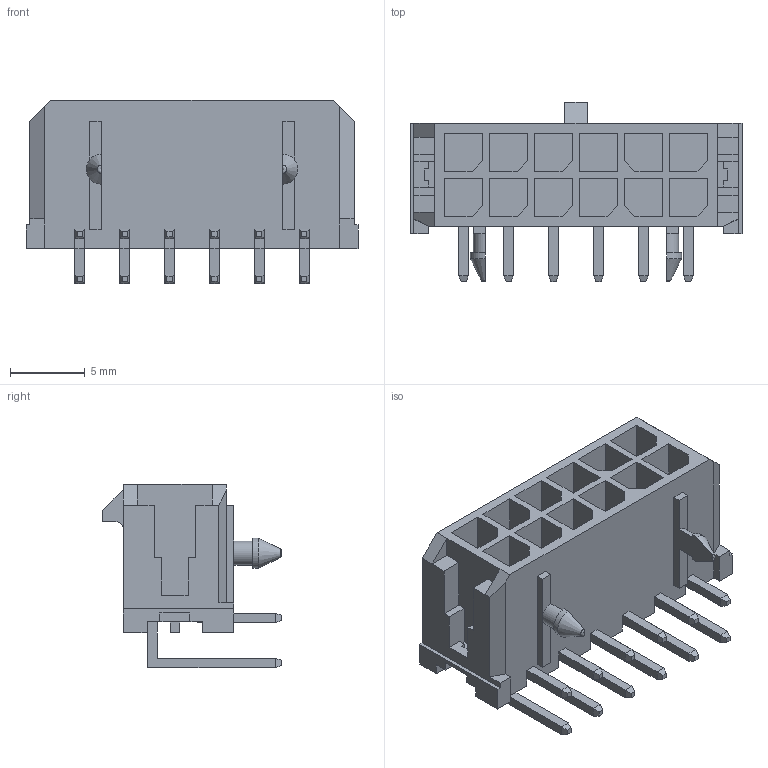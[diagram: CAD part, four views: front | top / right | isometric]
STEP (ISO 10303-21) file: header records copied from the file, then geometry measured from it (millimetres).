
FILE_DESCRIPTION(('STEP AP214'),'1');
FILE_NAME('43045-1201.stp','2017-04-25T14:21:40',('TraceParts'),('TraceParts S.A.'),'Spatial InterOp 3D',' ',' ');
FILE_SCHEMA(('automotive_design'));
Length unit declared in the file: millimetre
Products named in the file (2): 43045-1201_1; 1
Bounding box: 22.15 x 11.95 x 12.24 mm (x, y, z)
Volume: 892 mm3; surface area: 2041.7 mm2
Topology: 1 solids, 1 shells, 437 faces, 1157 edges, 772 vertices
Faces by surface type: plane 428, cylinder 5, cone 2, torus 1, bspline 1
Entity records: 13117 total; most frequent: CARTESIAN_POINT 2319, ORIENTED_EDGE 2236, DIRECTION 2077, EDGE_CURVE 1118, LINE 1109, VECTOR 1109, VERTEX_POINT 698, AXIS2_PLACEMENT_3D 484
